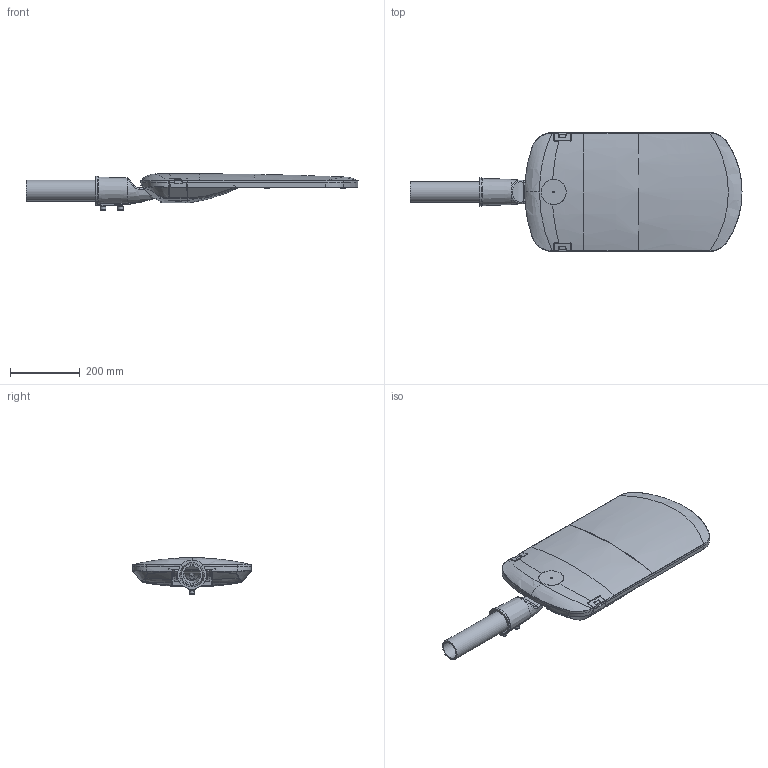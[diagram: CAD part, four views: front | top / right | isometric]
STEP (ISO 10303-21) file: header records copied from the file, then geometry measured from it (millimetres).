
FILE_DESCRIPTION(/* description */ (''),/* implementation_level */ '2;1');
FILE_NAME(/* name */ 'URBAN L PROTOTYP.stp',/* time_stamp */ '2022-03-22T09:42:26+03:00',/* author */ (''),/* organization */ (''),/* preprocessor_version */ 'ST-DEVELOPER v15',/* originating_system */ 'SIEMENS PLM Software NX 8.5',/* authorisation */ '');
FILE_SCHEMA (('AUTOMOTIVE_DESIGN { 1 0 10303 214 3 1 1 1 }'));
Length unit declared in the file: millimetre
Products named in the file (1): Maik28242BC14svg
Bounding box: 951.23 x 340.16 x 103.83 mm (x, y, z)
Volume: 8442379.3 mm3; surface area: 845940.4 mm2
Topology: 2 solids, 3 shells, 1539 faces, 4054 edges, 2512 vertices
Faces by surface type: plane 521, bspline 500, cylinder 329, sphere 90, cone 73, torus 25, extrusion 1
Full cylindrical faces by diameter (mm): 2.7 x4, 4.1 x2, 4.2 x2, 5 x4, 8 x2, 8.667 x2, 9.7 x4, 9.821 x4, 12 x4, 13 x2, 14 x8, 15.733 x2, 16 x2, 18.5 x4, 50 x1, 60 x1
Entity records: 79255 total; most frequent: CARTESIAN_POINT 45152, ORIENTED_EDGE 7714, DIRECTION 5396, EDGE_CURVE 3857, VERTEX_POINT 2442, AXIS2_PLACEMENT_3D 2066, EDGE_LOOP 1719, B_SPLINE_CURVE_WITH_KNOTS 1555
